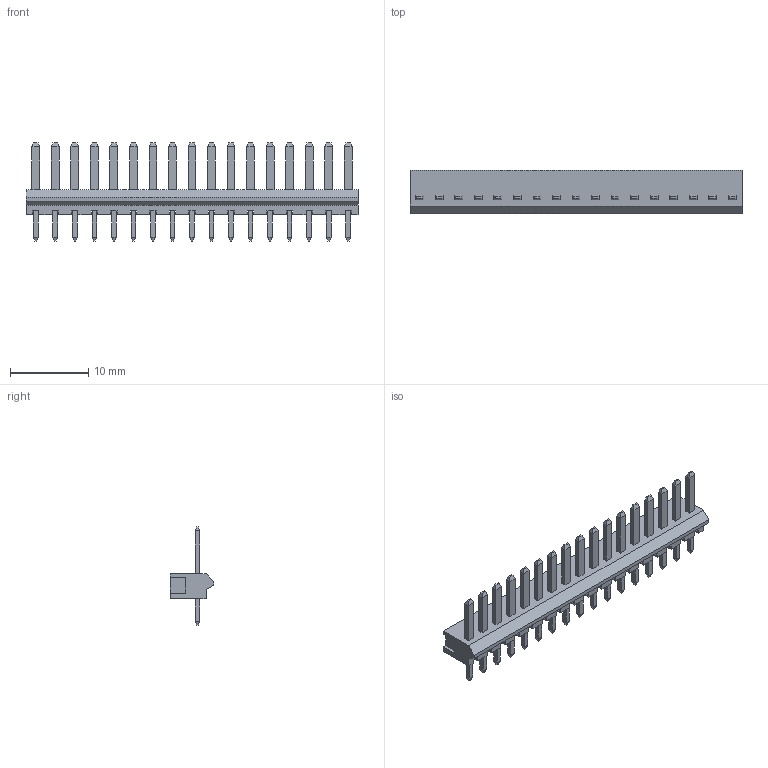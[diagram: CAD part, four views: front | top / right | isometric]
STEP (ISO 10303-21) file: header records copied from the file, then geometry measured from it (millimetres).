
FILE_DESCRIPTION(('FreeCAD Model'),'2;1');
FILE_NAME('Open CASCADE Shape Model','2021-07-29T09:54:31',( 'kicad StepUp'),('ksu MCAD'),'Open CASCADE STEP processor 7.4', 'FreeCAD','Unknown');
FILE_SCHEMA(('AUTOMOTIVE_DESIGN { 1 0 10303 214 1 1 1 1 }'));
Length unit declared in the file: millimetre
Products named in the file (1): JST_NH_B17P-SHF-1AA_1x17_P2.50mm_Vertical.copy
Bounding box: 42.5 x 5.6 x 12.6 mm (x, y, z)
Volume: 660.7 mm3; surface area: 1493 mm2
Topology: 35 solids, 35 shells, 505 faces, 1121 edges, 702 vertices
Faces by surface type: plane 369, bspline 136
Entity records: 30733 total; most frequent: CARTESIAN_POINT 6083, DIRECTION 2999, LINE 2259, VECTOR 2259, ORIENTED_EDGE 2242, PCURVE 2242, DEFINITIONAL_REPRESENTATION 2242, EDGE_CURVE 1121
